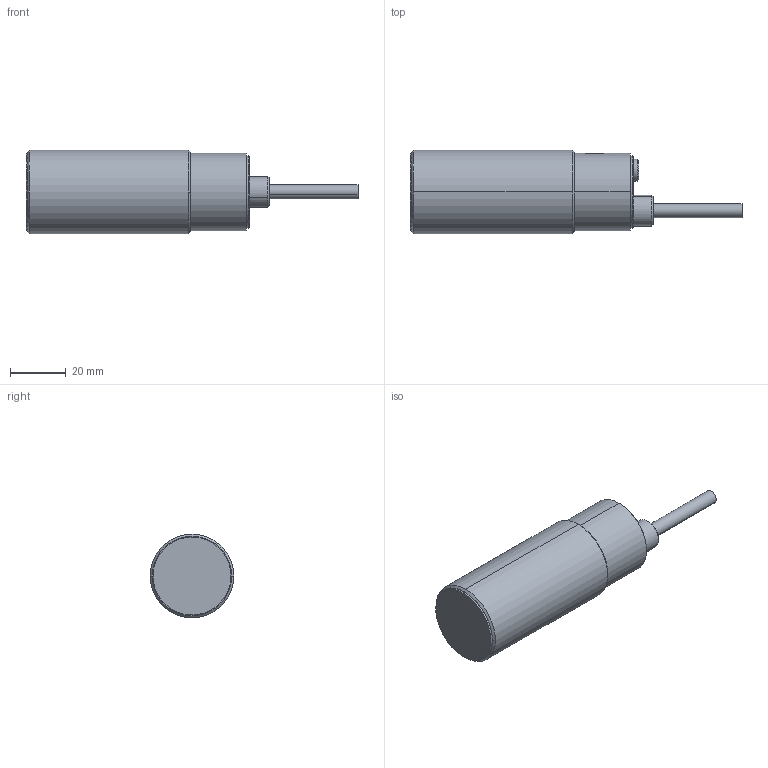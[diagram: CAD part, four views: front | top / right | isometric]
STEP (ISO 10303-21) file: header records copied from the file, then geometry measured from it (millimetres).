
FILE_DESCRIPTION (( 'STEP AP214' ), '1' );
FILE_NAME ('CT1-AN-1A.step', '2018-04-12T19:32:04', ( '' ), ( '' ), 'SwSTEP 2.0', 'SolidWorks 2017', '' );
FILE_SCHEMA (( 'AUTOMOTIVE_DESIGN' ));
Length unit declared in the file: inch
Products named in the file (1): CT1-AN-1A
Bounding box: 118.9 x 30 x 30 mm (x, y, z)
Volume: 56257.8 mm3; surface area: 15687.5 mm2
Topology: 6 solids, 6 shells, 76 faces, 160 edges, 104 vertices
Faces by surface type: cylinder 32, plane 26, cone 18
Entity records: 3225 total; most frequent: CARTESIAN_POINT 411, DIRECTION 400, ORIENTED_EDGE 320, AXIS2_PLACEMENT_3D 169, EDGE_CURVE 160, VERTEX_POINT 104, CIRCLE 92, EDGE_LOOP 90
